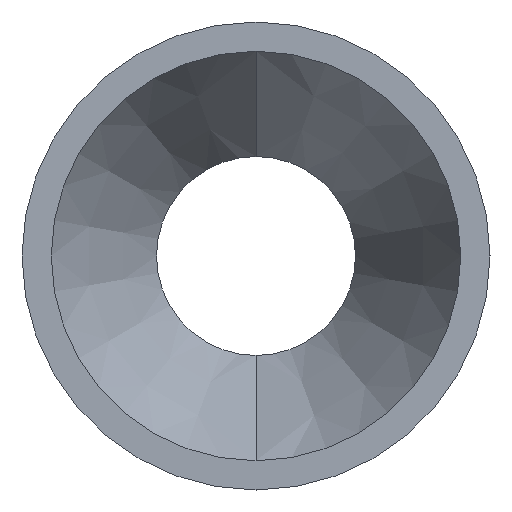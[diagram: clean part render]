
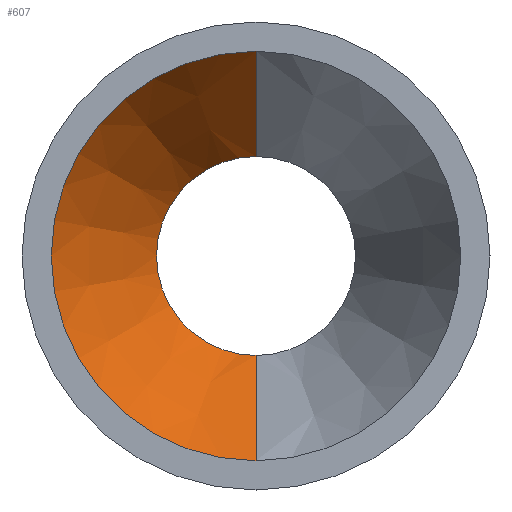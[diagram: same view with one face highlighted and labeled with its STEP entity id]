
A CAD part, front view. The second image highlights one B-rep face of the part: STEP entity #607.
In plain terms, the highlighted conical face has half-angle 26.565 degrees and reference radius 1.75 mm.
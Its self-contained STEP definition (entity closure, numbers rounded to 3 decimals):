
#13 = DIRECTION ( 'NONE',  ( 0., -0.894, 0.447 ) ) ;
#16 = DIRECTION ( 'NONE',  ( 0., 1., 0. ) ) ;
#26 = AXIS2_PLACEMENT_3D ( 'NONE', #133, #361, #139 ) ;
#41 = VECTOR ( 'NONE', #13, 1000. ) ;
#46 = DIRECTION ( 'NONE',  ( 0., 1., 0. ) ) ;
#62 = CARTESIAN_POINT ( 'NONE',  ( 0., -4., -1.75 ) ) ;
#96 = AXIS2_PLACEMENT_3D ( 'NONE', #135, #46, #572 ) ;
#126 = ORIENTED_EDGE ( 'NONE', *, *, #333, .F. ) ;
#133 = CARTESIAN_POINT ( 'NONE',  ( 0., -4., 0. ) ) ;
#135 = CARTESIAN_POINT ( 'NONE',  ( 0., -2.2, 0. ) ) ;
#136 = LINE ( 'NONE', #589, #501 ) ;
#139 = DIRECTION ( 'NONE',  ( 0., 0., -1. ) ) ;
#150 = CONICAL_SURFACE ( 'NONE', #26, 1.75, 0.464 ) ;
#178 = VERTEX_POINT ( 'NONE', #584 ) ;
#231 = ORIENTED_EDGE ( 'NONE', *, *, #439, .F. ) ;
#240 = VERTEX_POINT ( 'NONE', #62 ) ;
#306 = CARTESIAN_POINT ( 'NONE',  ( 0., -4., 1.75 ) ) ;
#326 = DIRECTION ( 'NONE',  ( 0., 0., 1. ) ) ;
#333 = EDGE_CURVE ( 'NONE', #240, #476, #398, .T. ) ;
#336 = CARTESIAN_POINT ( 'NONE',  ( 0., -4., 0. ) ) ;
#350 = VERTEX_POINT ( 'NONE', #435 ) ;
#361 = DIRECTION ( 'NONE',  ( 0., -1., 0. ) ) ;
#398 = CIRCLE ( 'NONE', #460, 1.75 ) ;
#409 = EDGE_CURVE ( 'NONE', #350, #476, #461, .T. ) ;
#435 = CARTESIAN_POINT ( 'NONE',  ( 0., -2.2, 0.85 ) ) ;
#439 = EDGE_CURVE ( 'NONE', #178, #240, #136, .T. ) ;
#441 = EDGE_LOOP ( 'NONE', ( #611, #604, #126, #231 ) ) ;
#460 = AXIS2_PLACEMENT_3D ( 'NONE', #336, #16, #326 ) ;
#461 = LINE ( 'NONE', #539, #41 ) ;
#463 = FACE_OUTER_BOUND ( 'NONE', #441, .T. ) ;
#476 = VERTEX_POINT ( 'NONE', #306 ) ;
#501 = VECTOR ( 'NONE', #592, 1000. ) ;
#539 = CARTESIAN_POINT ( 'NONE',  ( 0., -4., 1.75 ) ) ;
#571 = EDGE_CURVE ( 'NONE', #178, #350, #617, .T. ) ;
#572 = DIRECTION ( 'NONE',  ( 0., 0., 1. ) ) ;
#584 = CARTESIAN_POINT ( 'NONE',  ( 0., -2.2, -0.85 ) ) ;
#589 = CARTESIAN_POINT ( 'NONE',  ( 0., -4., -1.75 ) ) ;
#592 = DIRECTION ( 'NONE',  ( 0., -0.894, -0.447 ) ) ;
#604 = ORIENTED_EDGE ( 'NONE', *, *, #409, .T. ) ;
#607 = ADVANCED_FACE ( 'NONE', ( #463 ), #150, .F. ) ;
#611 = ORIENTED_EDGE ( 'NONE', *, *, #571, .T. ) ;
#617 = CIRCLE ( 'NONE', #96, 0.85 ) ;
